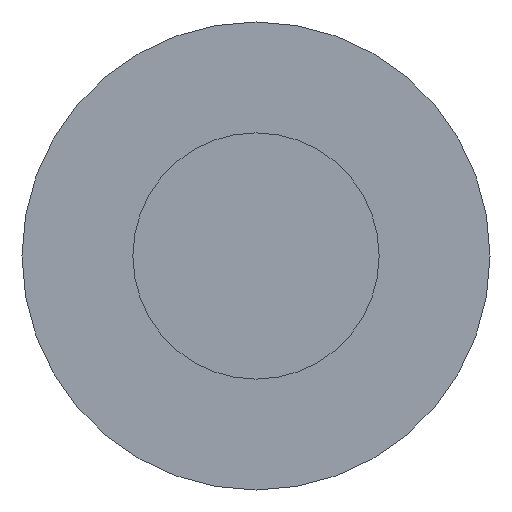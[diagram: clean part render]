
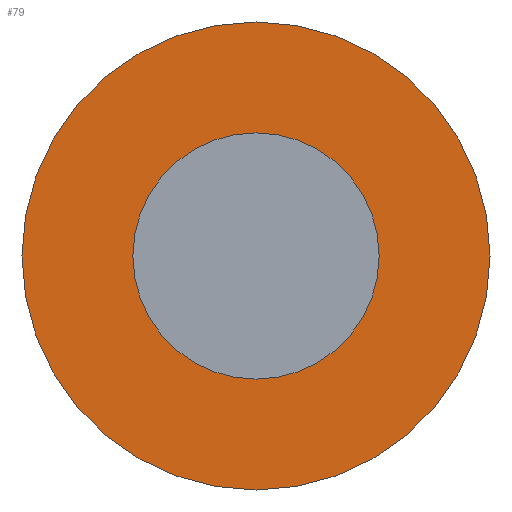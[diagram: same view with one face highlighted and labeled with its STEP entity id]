
A CAD part, front view. The second image highlights one B-rep face of the part: STEP entity #79.
In plain terms, the highlighted planar face has unit normal (0, -1, 0).
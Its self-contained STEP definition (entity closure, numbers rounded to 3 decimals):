
#38 = EDGE_CURVE ( 'NONE', #271, #166, #450, .T. ) ;
#52 = ORIENTED_EDGE ( 'NONE', *, *, #369, .T. ) ;
#64 = AXIS2_PLACEMENT_3D ( 'NONE', #420, #427, #267 ) ;
#79 = ADVANCED_FACE ( 'NONE', ( #406, #130 ), #266, .T. ) ;
#80 = ORIENTED_EDGE ( 'NONE', *, *, #38, .F. ) ;
#97 = DIRECTION ( 'NONE',  ( 0., -1., 0. ) ) ;
#101 = VERTEX_POINT ( 'NONE', #113 ) ;
#113 = CARTESIAN_POINT ( 'NONE',  ( 0., 0., -2.85 ) ) ;
#128 = AXIS2_PLACEMENT_3D ( 'NONE', #220, #202, #180 ) ;
#130 = FACE_OUTER_BOUND ( 'NONE', #216, .T. ) ;
#136 = ORIENTED_EDGE ( 'NONE', *, *, #187, .T. ) ;
#142 = DIRECTION ( 'NONE',  ( 0., 0., -1. ) ) ;
#147 = CIRCLE ( 'NONE', #314, 2.85 ) ;
#150 = ORIENTED_EDGE ( 'NONE', *, *, #411, .F. ) ;
#155 = CARTESIAN_POINT ( 'NONE',  ( 0., 0., -1.5 ) ) ;
#158 = CIRCLE ( 'NONE', #256, 2.85 ) ;
#166 = VERTEX_POINT ( 'NONE', #155 ) ;
#178 = DIRECTION ( 'NONE',  ( 0., 0., -1. ) ) ;
#180 = DIRECTION ( 'NONE',  ( 0., 0., -1. ) ) ;
#181 = CARTESIAN_POINT ( 'NONE',  ( 0., 0., 0. ) ) ;
#187 = EDGE_CURVE ( 'NONE', #101, #421, #147, .T. ) ;
#202 = DIRECTION ( 'NONE',  ( 0., -1., 0. ) ) ;
#206 = CIRCLE ( 'NONE', #402, 1.5 ) ;
#216 = EDGE_LOOP ( 'NONE', ( #136, #52 ) ) ;
#220 = CARTESIAN_POINT ( 'NONE',  ( 0., 0., 0. ) ) ;
#256 = AXIS2_PLACEMENT_3D ( 'NONE', #385, #403, #258 ) ;
#258 = DIRECTION ( 'NONE',  ( 0., 0., -1. ) ) ;
#265 = EDGE_LOOP ( 'NONE', ( #150, #80 ) ) ;
#266 = PLANE ( 'NONE',  #128 ) ;
#267 = DIRECTION ( 'NONE',  ( 0., 0., -1. ) ) ;
#271 = VERTEX_POINT ( 'NONE', #293 ) ;
#293 = CARTESIAN_POINT ( 'NONE',  ( 0., 0., 1.5 ) ) ;
#314 = AXIS2_PLACEMENT_3D ( 'NONE', #181, #395, #178 ) ;
#323 = CARTESIAN_POINT ( 'NONE',  ( 0., 0., 2.85 ) ) ;
#369 = EDGE_CURVE ( 'NONE', #421, #101, #158, .T. ) ;
#385 = CARTESIAN_POINT ( 'NONE',  ( 0., 0., 0. ) ) ;
#395 = DIRECTION ( 'NONE',  ( 0., -1., 0. ) ) ;
#402 = AXIS2_PLACEMENT_3D ( 'NONE', #490, #97, #142 ) ;
#403 = DIRECTION ( 'NONE',  ( 0., -1., 0. ) ) ;
#406 = FACE_BOUND ( 'NONE', #265, .T. ) ;
#411 = EDGE_CURVE ( 'NONE', #166, #271, #206, .T. ) ;
#420 = CARTESIAN_POINT ( 'NONE',  ( 0., 0., 0. ) ) ;
#421 = VERTEX_POINT ( 'NONE', #323 ) ;
#427 = DIRECTION ( 'NONE',  ( 0., -1., 0. ) ) ;
#450 = CIRCLE ( 'NONE', #64, 1.5 ) ;
#490 = CARTESIAN_POINT ( 'NONE',  ( 0., 0., 0. ) ) ;
